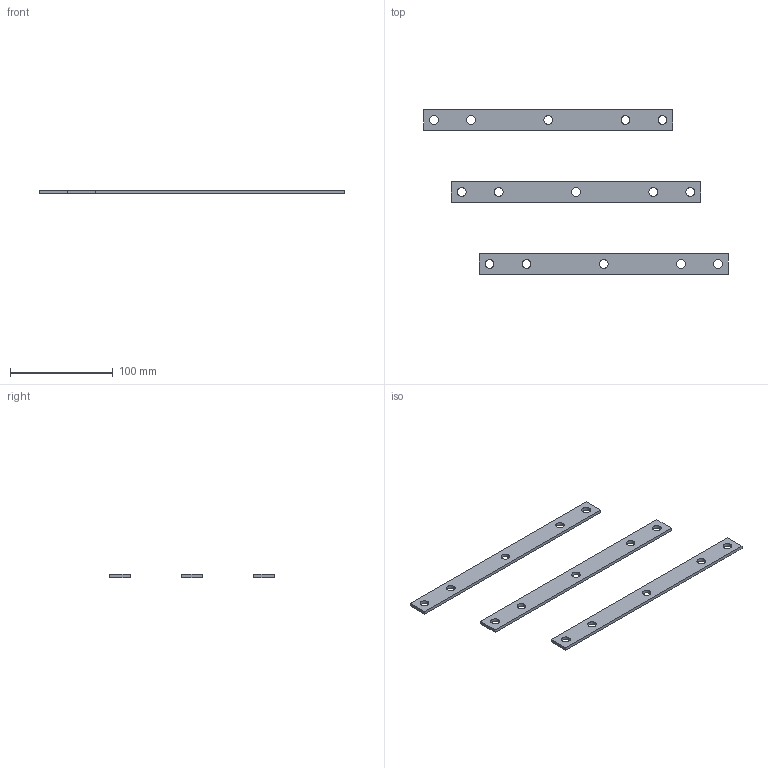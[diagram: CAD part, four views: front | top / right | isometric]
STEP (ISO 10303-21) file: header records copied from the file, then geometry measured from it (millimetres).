
FILE_DESCRIPTION (( 'STEP AP214' ), '1' );
FILE_NAME ('YKM10-SS-01 Êîìïëåêò ñèëîâûõ øèí (ìåäü, ãàá.1) ê ÏÐ.STEP', '2016-08-30T12:21:52', ( '' ), ( '' ), 'SwSTEP 2.0', 'SolidWorks 2014', '' );
FILE_SCHEMA (( 'AUTOMOTIVE_DESIGN' ));
Length unit declared in the file: millimetre
Products named in the file (1): YKM10-SS-01 Êîìïëåêò ñèëîâûõ øèí (ìåäü, ãàá.1) ê ÏÐ
Bounding box: 296 x 160 x 3 mm (x, y, z)
Volume: 41006.5 mm3; surface area: 33255.3 mm2
Topology: 3 solids, 3 shells, 48 faces, 126 edges, 84 vertices
Faces by surface type: cylinder 30, plane 18
Entity records: 1622 total; most frequent: DIRECTION 284, CARTESIAN_POINT 259, ORIENTED_EDGE 252, EDGE_CURVE 126, AXIS2_PLACEMENT_3D 109, VERTEX_POINT 84, EDGE_LOOP 78, LINE 66
